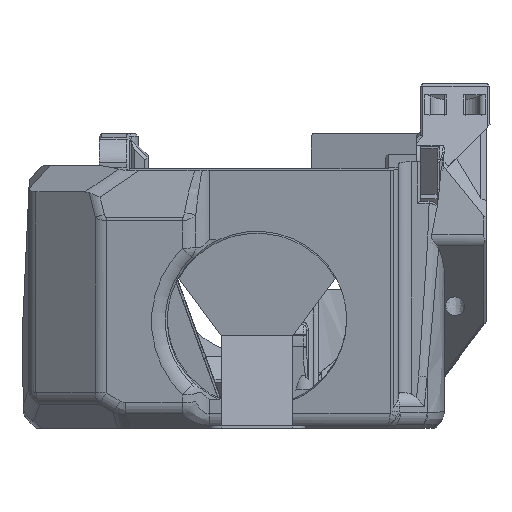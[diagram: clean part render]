
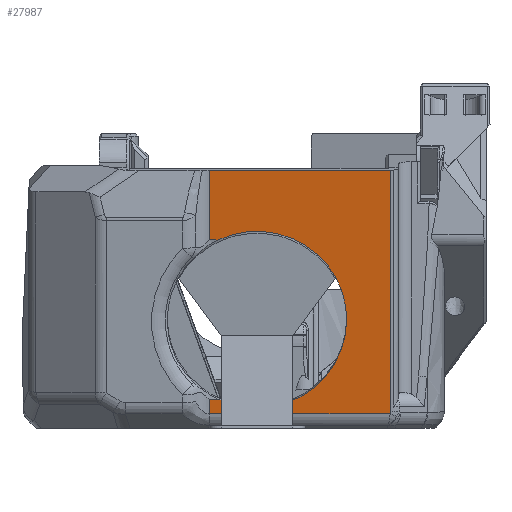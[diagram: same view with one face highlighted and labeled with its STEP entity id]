
A CAD part, left-side view. The second image highlights one B-rep face of the part: STEP entity #27987.
In plain terms, the highlighted planar face has unit normal (-0.985, 0, -0.174).
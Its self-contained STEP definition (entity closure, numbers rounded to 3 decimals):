
#623=ELLIPSE('',#30187,1.92,1.);
#1168=B_SPLINE_CURVE_WITH_KNOTS('',3,(#47571,#47572,#47573,#47574),
 .UNSPECIFIED.,.F.,.F.,(4,4),(0.,0.001),.UNSPECIFIED.);
#1175=B_SPLINE_CURVE_WITH_KNOTS('',3,(#47716,#47717,#47718,#47719),
 .UNSPECIFIED.,.F.,.F.,(4,4),(0.,0.001),.UNSPECIFIED.);
#2040=CIRCLE('',#30188,14.);
#6665=ORIENTED_EDGE('',*,*,#13527,.T.);
#6666=ORIENTED_EDGE('',*,*,#13590,.T.);
#6667=ORIENTED_EDGE('',*,*,#13588,.F.);
#6668=ORIENTED_EDGE('',*,*,#13591,.F.);
#6669=ORIENTED_EDGE('',*,*,#13592,.T.);
#6670=ORIENTED_EDGE('',*,*,#13593,.T.);
#6671=ORIENTED_EDGE('',*,*,#13594,.T.);
#6672=ORIENTED_EDGE('',*,*,#13530,.T.);
#6673=ORIENTED_EDGE('',*,*,#13528,.T.);
#13527=EDGE_CURVE('',#17064,#17136,#19470,.T.);
#13528=EDGE_CURVE('',#17137,#17064,#19471,.F.);
#13530=EDGE_CURVE('',#17138,#17137,#1168,.T.);
#13588=EDGE_CURVE('',#17177,#17178,#19514,.F.);
#13590=EDGE_CURVE('',#17136,#17178,#623,.F.);
#13591=EDGE_CURVE('',#17179,#17177,#19515,.T.);
#13592=EDGE_CURVE('',#17179,#17180,#19516,.F.);
#13593=EDGE_CURVE('',#17180,#17181,#1175,.F.);
#13594=EDGE_CURVE('',#17181,#17138,#2040,.T.);
#17064=VERTEX_POINT('',#47281);
#17136=VERTEX_POINT('',#47538);
#17137=VERTEX_POINT('',#47542);
#17138=VERTEX_POINT('',#47575);
#17177=VERTEX_POINT('',#47706);
#17178=VERTEX_POINT('',#47708);
#17179=VERTEX_POINT('',#47713);
#17180=VERTEX_POINT('',#47715);
#17181=VERTEX_POINT('',#47720);
#19470=LINE('',#47539,#21855);
#19471=LINE('',#47541,#21856);
#19514=LINE('',#47707,#21899);
#19515=LINE('',#47712,#21900);
#19516=LINE('',#47714,#21901);
#21855=VECTOR('',#34994,1000.);
#21856=VECTOR('',#34997,1000.);
#21899=VECTOR('',#35088,1000.);
#21900=VECTOR('',#35095,1000.);
#21901=VECTOR('',#35096,1000.);
#23679=EDGE_LOOP('',(#6665,#6666,#6667,#6668,#6669,#6670,#6671,#6672,#6673));
#25430=FACE_BOUND('',#23679,.T.);
#26826=PLANE('',#30186);
#27987=ADVANCED_FACE('',(#25430),#26826,.F.);
#30186=AXIS2_PLACEMENT_3D('',#47710,#35091,#35092);
#30187=AXIS2_PLACEMENT_3D('',#47711,#35093,#35094);
#30188=AXIS2_PLACEMENT_3D('',#47721,#35097,#35098);
#34994=DIRECTION('',(0.,-1.,0.));
#34997=DIRECTION('',(-0.174,0.,0.985));
#35088=DIRECTION('',(-0.174,0.,0.985));
#35091=DIRECTION('',(0.985,0.,0.174));
#35092=DIRECTION('',(-0.174,0.,0.985));
#35093=DIRECTION('',(0.985,0.,0.174));
#35094=DIRECTION('',(0.126,-0.686,-0.716));
#35095=DIRECTION('',(0.,-1.,0.));
#35096=DIRECTION('',(-0.174,0.,0.985));
#35097=DIRECTION('',(0.985,0.,0.174));
#35098=DIRECTION('',(-0.174,0.,0.985));
#47281=CARTESIAN_POINT('',(-27.864,12.27,2.262));
#47538=CARTESIAN_POINT('',(-27.864,-15.951,2.262));
#47539=CARTESIAN_POINT('',(-27.864,-14.655,2.262));
#47541=CARTESIAN_POINT('',(-31.185,12.27,21.099));
#47542=CARTESIAN_POINT('',(-28.255,12.27,4.482));
#47571=CARTESIAN_POINT('',(-28.27,10.952,4.562));
#47572=CARTESIAN_POINT('',(-28.27,11.393,4.564));
#47573=CARTESIAN_POINT('',(-28.265,11.833,4.537));
#47574=CARTESIAN_POINT('',(-28.255,12.27,4.482));
#47575=CARTESIAN_POINT('',(-28.27,10.952,4.562));
#47706=CARTESIAN_POINT('',(-34.572,-16.002,40.304));
#47707=CARTESIAN_POINT('',(-7.663,-16.002,-112.301));
#47708=CARTESIAN_POINT('',(-27.916,-16.002,2.558));
#47710=CARTESIAN_POINT('',(-31.185,24.853,21.099));
#47711=CARTESIAN_POINT('',(-28.071,-14.497,3.435));
#47712=CARTESIAN_POINT('',(-34.572,24.853,40.304));
#47713=CARTESIAN_POINT('',(-34.572,12.27,40.304));
#47714=CARTESIAN_POINT('',(-31.185,12.27,21.099));
#47715=CARTESIAN_POINT('',(-32.66,12.27,29.463));
#47716=CARTESIAN_POINT('',(-32.646,10.952,29.383));
#47717=CARTESIAN_POINT('',(-32.646,11.393,29.381));
#47718=CARTESIAN_POINT('',(-32.651,11.833,29.409));
#47719=CARTESIAN_POINT('',(-32.66,12.27,29.463));
#47720=CARTESIAN_POINT('',(-32.646,10.952,29.383));
#47721=CARTESIAN_POINT('',(-30.458,4.853,16.973));
